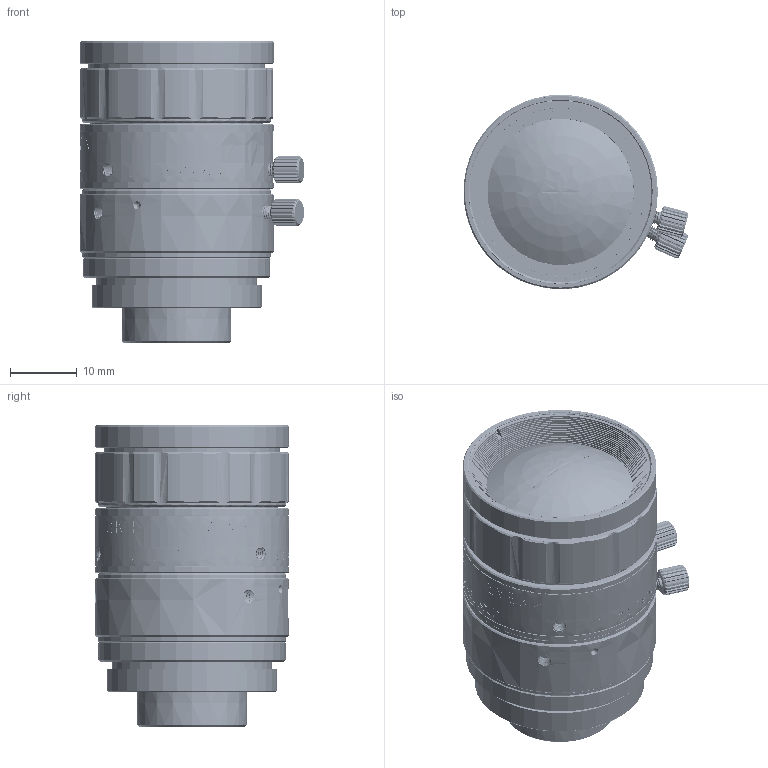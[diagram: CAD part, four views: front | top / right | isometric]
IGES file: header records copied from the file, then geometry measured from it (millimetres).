
Start section: SolidWorks IGES file using analytic representation for surfaces
Global section: file name: MFA230-S08.IGS; native system: SolidWorks 2017; preprocessor: SolidWorks 2017; author: wendy; date: 201201.150042; units: millimetre
Bounding box: 33.58 x 29 x 45 mm (x, y, z)
Surface area: 12137.3 mm2 (no closed solid volume)
Topology: 0 solids, 0 shells, 5583 faces, 40346 edges, 40302 vertices
Faces by surface type: bspline 4732, revolution 851
